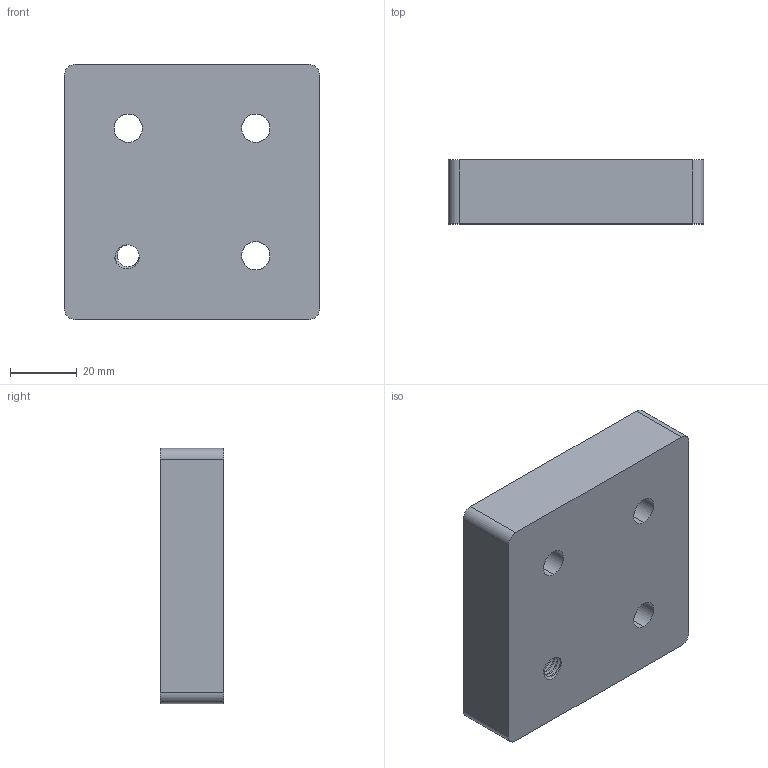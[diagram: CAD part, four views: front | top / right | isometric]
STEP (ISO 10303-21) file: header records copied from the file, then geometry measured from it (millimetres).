
FILE_DESCRIPTION (( 'STEP AP203' ), '1' );
FILE_NAME ('PLT-BAS-D-00001-100242.STEP', '2025-10-26T01:16:04', ( '' ), ( '' ), 'SwSTEP 2.0', 'SolidWorks 2019', '' );
FILE_SCHEMA (( 'CONFIG_CONTROL_DESIGN' ));
Length unit declared in the file: inch
Products named in the file (1): PLT-BAS-D-00001-100242
Bounding box: 76.2 x 19.05 x 76.2 mm (x, y, z)
Volume: 104403.8 mm3; surface area: 19477.5 mm2
Topology: 1 solids, 1 shells, 57 faces, 154 edges, 102 vertices
Faces by surface type: cylinder 44, plane 10, bspline 3
Entity records: 3887 total; most frequent: CARTESIAN_POINT 2504, ORIENTED_EDGE 308, DIRECTION 241, EDGE_CURVE 154, VERTEX_POINT 102, AXIS2_PLACEMENT_3D 91, EDGE_LOOP 68, VECTOR 59
